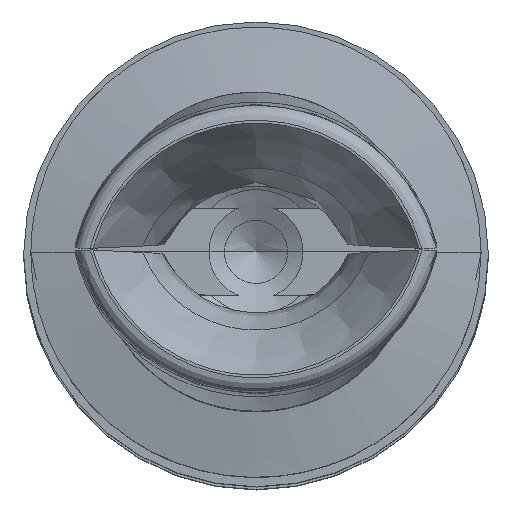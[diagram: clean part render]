
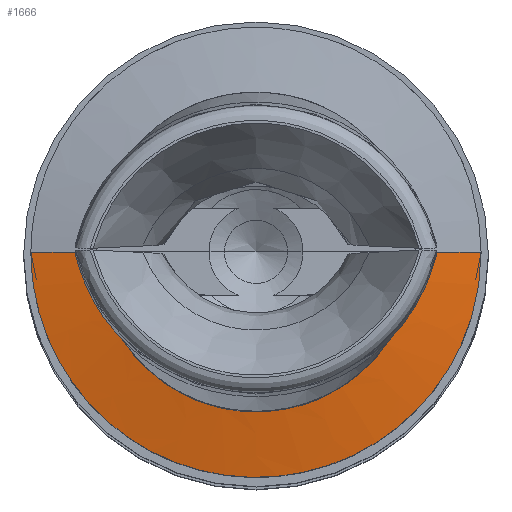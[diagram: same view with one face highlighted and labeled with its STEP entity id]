
A CAD part, top view. The second image highlights one B-rep face of the part: STEP entity #1666.
In plain terms, the highlighted free-form (B-spline) face has degree [3, 3] with [11, 4] control points.
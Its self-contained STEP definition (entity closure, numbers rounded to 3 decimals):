
#287=CARTESIAN_POINT('',(0.775,0.,10.6));
#288=CARTESIAN_POINT('',(0.775,-0.101,10.6));
#289=CARTESIAN_POINT('',(0.735,-0.304,
10.6));
#290=CARTESIAN_POINT('',(0.562,-0.562,
10.6));
#291=CARTESIAN_POINT('',(0.304,-0.735,
10.6));
#292=CARTESIAN_POINT('',(0.,-0.795,10.6));
#293=CARTESIAN_POINT('',(-0.304,-0.735,
10.6));
#294=CARTESIAN_POINT('',(-0.562,-0.562,
10.6));
#295=CARTESIAN_POINT('',(-0.735,-0.304,
10.6));
#296=CARTESIAN_POINT('',(-0.775,-0.101,10.6));
#297=CARTESIAN_POINT('',(-0.775,0.,10.6));
#299=CARTESIAN_POINT('',(0.55,0.,10.64));
#300=CARTESIAN_POINT('',(0.55,-0.072,10.64));
#301=CARTESIAN_POINT('',(0.521,-0.216,
10.64));
#302=CARTESIAN_POINT('',(0.399,-0.399,
10.64));
#303=CARTESIAN_POINT('',(0.216,-0.521,
10.64));
#304=CARTESIAN_POINT('',(0.,-0.564,10.64));
#305=CARTESIAN_POINT('',(-0.216,-0.521,
10.64));
#306=CARTESIAN_POINT('',(-0.399,-0.399,
10.64));
#307=CARTESIAN_POINT('',(-0.521,-0.216,
10.64));
#308=CARTESIAN_POINT('',(-0.55,-0.072,10.64));
#309=CARTESIAN_POINT('',(-0.55,0.,10.64));
#311=DIRECTION('',(-0.985,0.,0.174));
#312=VECTOR('',#311,0.228);
#313=CARTESIAN_POINT('',(0.775,0.,10.6));
#314=LINE('',#313,#312);
#327=DIRECTION('',(-0.985,0.,-0.174));
#328=VECTOR('',#327,0.228);
#329=CARTESIAN_POINT('',(-0.55,0.,10.64));
#330=LINE('',#329,#328);
#1132=CARTESIAN_POINT('',(0.55,0.,10.64));
#1134=VERTEX_POINT('',#1132);
#1137=CARTESIAN_POINT('',(-0.55,0.,10.64));
#1139=VERTEX_POINT('',#1137);
#1140=CARTESIAN_POINT('',(0.775,0.,10.6));
#1141=VERTEX_POINT('',#1140);
#1142=CARTESIAN_POINT('',(-0.775,0.,10.6));
#1143=VERTEX_POINT('',#1142);
#1612=CARTESIAN_POINT('',(0.775,0.,10.6));
#1613=CARTESIAN_POINT('',(0.7,0.,10.613));
#1614=CARTESIAN_POINT('',(0.625,0.,10.626));
#1615=CARTESIAN_POINT('',(0.55,0.,10.64));
#1616=CARTESIAN_POINT('',(0.775,-0.101,10.6));
#1617=CARTESIAN_POINT('',(0.7,-0.092,10.613));
#1618=CARTESIAN_POINT('',(0.625,-0.082,10.626));
#1619=CARTESIAN_POINT('',(0.55,-0.072,10.64));
#1620=CARTESIAN_POINT('',(0.735,-0.304,
10.6));
#1621=CARTESIAN_POINT('',(0.664,-0.275,
10.613));
#1622=CARTESIAN_POINT('',(0.592,-0.245,
10.626));
#1623=CARTESIAN_POINT('',(0.521,-0.216,
10.64));
#1624=CARTESIAN_POINT('',(0.562,-0.562,
10.6));
#1625=CARTESIAN_POINT('',(0.508,-0.508,
10.613));
#1626=CARTESIAN_POINT('',(0.453,-0.453,
10.626));
#1627=CARTESIAN_POINT('',(0.399,-0.399,
10.64));
#1628=CARTESIAN_POINT('',(0.304,-0.735,
10.6));
#1629=CARTESIAN_POINT('',(0.275,-0.664,
10.613));
#1630=CARTESIAN_POINT('',(0.245,-0.592,
10.626));
#1631=CARTESIAN_POINT('',(0.216,-0.521,
10.64));
#1632=CARTESIAN_POINT('',(0.,-0.795,10.6));
#1633=CARTESIAN_POINT('',(0.,-0.718,10.613));
#1634=CARTESIAN_POINT('',(0.,-0.641,10.626));
#1635=CARTESIAN_POINT('',(0.,-0.564,10.64));
#1636=CARTESIAN_POINT('',(-0.304,-0.735,
10.6));
#1637=CARTESIAN_POINT('',(-0.275,-0.664,
10.613));
#1638=CARTESIAN_POINT('',(-0.245,-0.592,
10.626));
#1639=CARTESIAN_POINT('',(-0.216,-0.521,
10.64));
#1640=CARTESIAN_POINT('',(-0.562,-0.562,
10.6));
#1641=CARTESIAN_POINT('',(-0.508,-0.508,
10.613));
#1642=CARTESIAN_POINT('',(-0.453,-0.453,
10.626));
#1643=CARTESIAN_POINT('',(-0.399,-0.399,
10.64));
#1644=CARTESIAN_POINT('',(-0.735,-0.304,
10.6));
#1645=CARTESIAN_POINT('',(-0.664,-0.275,
10.613));
#1646=CARTESIAN_POINT('',(-0.592,-0.245,
10.626));
#1647=CARTESIAN_POINT('',(-0.521,-0.216,
10.64));
#1648=CARTESIAN_POINT('',(-0.775,-0.101,10.6));
#1649=CARTESIAN_POINT('',(-0.7,-0.092,10.613));
#1650=CARTESIAN_POINT('',(-0.625,-0.082,10.626));
#1651=CARTESIAN_POINT('',(-0.55,-0.072,10.64));
#1652=CARTESIAN_POINT('',(-0.775,0.,10.6));
#1653=CARTESIAN_POINT('',(-0.7,0.,10.613));
#1654=CARTESIAN_POINT('',(-0.625,0.,10.626));
#1655=CARTESIAN_POINT('',(-0.55,0.,10.64));
#1656=B_SPLINE_SURFACE_WITH_KNOTS('',3,3,((#1612,#1613,#1614,#1615),(#1616,
#1617,#1618,#1619),(#1620,#1621,#1622,#1623),(#1624,#1625,#1626,#1627),(#1628,
#1629,#1630,#1631),(#1632,#1633,#1634,#1635),(#1636,#1637,#1638,#1639),(#1640,
#1641,#1642,#1643),(#1644,#1645,#1646,#1647),(#1648,#1649,#1650,#1651),(#1652,
#1653,#1654,#1655)),.UNSPECIFIED.,.F.,.F.,.F.,(4,1,1,1,1,1,1,1,4),(4,4),(
-3.142,-2.749,-2.356,-1.963,
-1.571,-1.178,-0.785,-0.393,0.),
(-0.137,-0.097),.UNSPECIFIED.);
#1658=ORIENTED_EDGE('',*,*,#1657,.F.);
#1659=ORIENTED_EDGE('',*,*,#1607,.T.);
#1661=ORIENTED_EDGE('',*,*,#1660,.F.);
#1663=ORIENTED_EDGE('',*,*,#1662,.F.);
#1664=EDGE_LOOP('',(#1658,#1659,#1661,#1663));
#1665=FACE_OUTER_BOUND('',#1664,.F.);
#298=B_SPLINE_CURVE_WITH_KNOTS('',3,(#287,#288,#289,#290,#291,#292,#293,#294,
#295,#296,#297),.UNSPECIFIED.,.F.,.F.,(4,1,1,1,1,1,1,1,4),(0.,0.125,0.25,
0.375,0.5,0.625,0.75,0.875,1.),.UNSPECIFIED.);
#310=B_SPLINE_CURVE_WITH_KNOTS('',3,(#299,#300,#301,#302,#303,#304,#305,#306,
#307,#308,#309),.UNSPECIFIED.,.F.,.F.,(4,1,1,1,1,1,1,1,4),(0.,0.125,0.25,
0.375,0.5,0.625,0.75,0.875,1.),.UNSPECIFIED.);
#1607=EDGE_CURVE('',#1141,#1143,#298,.T.);
#1657=EDGE_CURVE('',#1141,#1134,#314,.T.);
#1660=EDGE_CURVE('',#1139,#1143,#330,.T.);
#1662=EDGE_CURVE('',#1134,#1139,#310,.T.);
#1666=ADVANCED_FACE('',(#1665),#1656,.F.);
